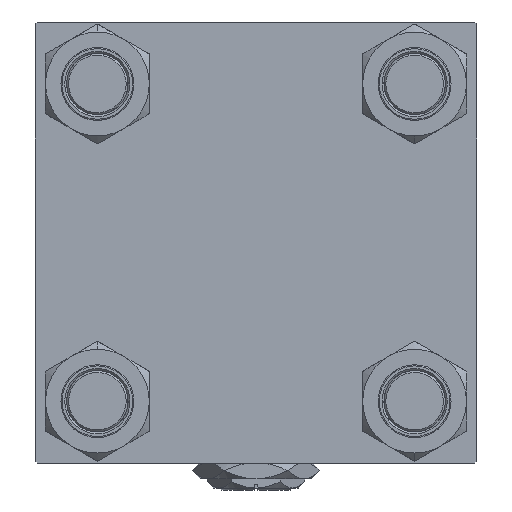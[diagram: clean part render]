
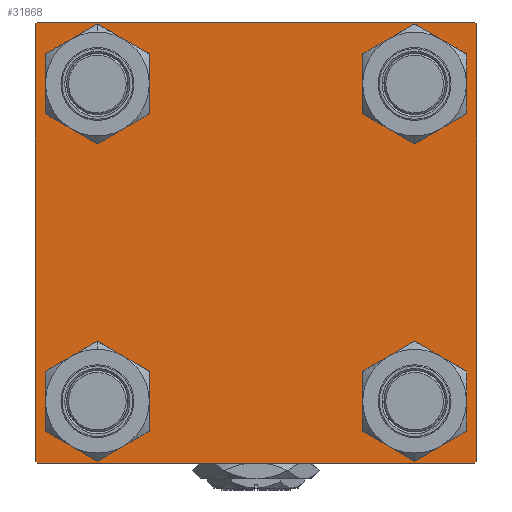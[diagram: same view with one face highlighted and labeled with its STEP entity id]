
A CAD part, left-side view. The second image highlights one B-rep face of the part: STEP entity #31868.
In plain terms, the highlighted planar face has unit normal (-1, 0, 0).
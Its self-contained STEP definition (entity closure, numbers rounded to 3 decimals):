
#531 = DIRECTION ( 'NONE',  ( 1., 0., 0. ) ) ;
#2835 = LINE ( 'NONE', #10048, #22995 ) ;
#3070 = EDGE_LOOP ( 'NONE', ( #32183, #11663, #51339, #19973, #28389, #47594, #8416, #38485 ) ) ;
#3473 = DIRECTION ( 'NONE',  ( 0., 0., 1. ) ) ;
#3809 = CARTESIAN_POINT ( 'NONE',  ( 0., 41.35, 49.85 ) ) ;
#4110 = EDGE_CURVE ( 'NONE', #29267, #41538, #8533, .T. ) ;
#4240 = ORIENTED_EDGE ( 'NONE', *, *, #31016, .T. ) ;
#4386 = VERTEX_POINT ( 'NONE', #12741 ) ;
#5456 = LINE ( 'NONE', #38334, #19697 ) ;
#5467 = CARTESIAN_POINT ( 'NONE',  ( 0., -41.35, -49.85 ) ) ;
#5938 = CARTESIAN_POINT ( 'NONE',  ( 0., -57., 57.5 ) ) ;
#6643 = CIRCLE ( 'NONE', #32281, 8.5 ) ;
#7038 = LINE ( 'NONE', #19087, #33324 ) ;
#7281 = VERTEX_POINT ( 'NONE', #49067 ) ;
#7472 = FACE_OUTER_BOUND ( 'NONE', #3070, .T. ) ;
#7552 = CARTESIAN_POINT ( 'NONE',  ( 0., -41.35, 32.85 ) ) ;
#7823 = AXIS2_PLACEMENT_3D ( 'NONE', #9722, #14815, #35108 ) ;
#8078 = DIRECTION ( 'NONE',  ( 0., 0., 1. ) ) ;
#8416 = ORIENTED_EDGE ( 'NONE', *, *, #37964, .F. ) ;
#8533 = LINE ( 'NONE', #12293, #40708 ) ;
#9722 = CARTESIAN_POINT ( 'NONE',  ( 0., 41.35, -41.35 ) ) ;
#9851 = CARTESIAN_POINT ( 'NONE',  ( 0., 41.35, 32.85 ) ) ;
#10048 = CARTESIAN_POINT ( 'NONE',  ( 0., -57.25, -57.25 ) ) ;
#10847 = EDGE_CURVE ( 'NONE', #22015, #50987, #51020, .T. ) ;
#11663 = ORIENTED_EDGE ( 'NONE', *, *, #17370, .T. ) ;
#11918 = VECTOR ( 'NONE', #31215, 1000. ) ;
#12082 = EDGE_CURVE ( 'NONE', #20145, #51217, #29862, .T. ) ;
#12293 = CARTESIAN_POINT ( 'NONE',  ( 0., 57.25, 57.25 ) ) ;
#12741 = CARTESIAN_POINT ( 'NONE',  ( 0., -41.35, -32.85 ) ) ;
#14344 = LINE ( 'NONE', #47792, #26629 ) ;
#14809 = CIRCLE ( 'NONE', #51504, 8.5 ) ;
#14815 = DIRECTION ( 'NONE',  ( 1., 0., 0. ) ) ;
#15383 = CARTESIAN_POINT ( 'NONE',  ( 0., 57.25, -57.25 ) ) ;
#15433 = EDGE_LOOP ( 'NONE', ( #4240, #39335 ) ) ;
#16053 = DIRECTION ( 'NONE',  ( 0., 0.707, -0.707 ) ) ;
#16083 = CARTESIAN_POINT ( 'NONE',  ( 0., 57., -57.5 ) ) ;
#16742 = VERTEX_POINT ( 'NONE', #27334 ) ;
#17109 = DIRECTION ( 'NONE',  ( 0., 0., 1. ) ) ;
#17120 = AXIS2_PLACEMENT_3D ( 'NONE', #36516, #36787, #28259 ) ;
#17243 = ORIENTED_EDGE ( 'NONE', *, *, #46901, .T. ) ;
#17366 = CARTESIAN_POINT ( 'NONE',  ( 0., -41.35, -41.35 ) ) ;
#17370 = EDGE_CURVE ( 'NONE', #7281, #48242, #23403, .T. ) ;
#18019 = CIRCLE ( 'NONE', #7823, 8.5 ) ;
#18150 = CARTESIAN_POINT ( 'NONE',  ( 0., 57.5, 57.5 ) ) ;
#19087 = CARTESIAN_POINT ( 'NONE',  ( 0., 57.5, -57.5 ) ) ;
#19264 = EDGE_CURVE ( 'NONE', #51217, #20145, #18019, .T. ) ;
#19697 = VECTOR ( 'NONE', #21509, 1000. ) ;
#19941 = EDGE_CURVE ( 'NONE', #22015, #16742, #14344, .T. ) ;
#19973 = ORIENTED_EDGE ( 'NONE', *, *, #26913, .T. ) ;
#20145 = VERTEX_POINT ( 'NONE', #46392 ) ;
#20146 = VERTEX_POINT ( 'NONE', #5467 ) ;
#20907 = EDGE_CURVE ( 'NONE', #20146, #4386, #31793, .T. ) ;
#21091 = ORIENTED_EDGE ( 'NONE', *, *, #49646, .T. ) ;
#21260 = ORIENTED_EDGE ( 'NONE', *, *, #19264, .T. ) ;
#21509 = DIRECTION ( 'NONE',  ( 0., 0., -1. ) ) ;
#21746 = AXIS2_PLACEMENT_3D ( 'NONE', #17366, #531, #17109 ) ;
#22015 = VERTEX_POINT ( 'NONE', #36300 ) ;
#22646 = DIRECTION ( 'NONE',  ( 0., 0., -1. ) ) ;
#22702 = LINE ( 'NONE', #18150, #28385 ) ;
#22990 = AXIS2_PLACEMENT_3D ( 'NONE', #23793, #40109, #3473 ) ;
#22995 = VECTOR ( 'NONE', #30904, 1000. ) ;
#23370 = DIRECTION ( 'NONE',  ( 0., -1., 0. ) ) ;
#23403 = LINE ( 'NONE', #15383, #40204 ) ;
#23528 = FACE_BOUND ( 'NONE', #39134, .T. ) ;
#23793 = CARTESIAN_POINT ( 'NONE',  ( 0., 0., 0. ) ) ;
#24138 = AXIS2_PLACEMENT_3D ( 'NONE', #46225, #41424, #42201 ) ;
#24332 = FACE_BOUND ( 'NONE', #30858, .T. ) ;
#24410 = AXIS2_PLACEMENT_3D ( 'NONE', #47790, #35186, #34646 ) ;
#25238 = CIRCLE ( 'NONE', #24410, 8.5 ) ;
#26171 = DIRECTION ( 'NONE',  ( 1., 0., 0. ) ) ;
#26629 = VECTOR ( 'NONE', #22646, 1000. ) ;
#26869 = CIRCLE ( 'NONE', #21746, 8.5 ) ;
#26913 = EDGE_CURVE ( 'NONE', #37426, #16742, #2835, .T. ) ;
#27334 = CARTESIAN_POINT ( 'NONE',  ( 0., -57.5, -57. ) ) ;
#27810 = FACE_BOUND ( 'NONE', #51762, .T. ) ;
#28259 = DIRECTION ( 'NONE',  ( 0., 0., 1. ) ) ;
#28385 = VECTOR ( 'NONE', #46778, 1000. ) ;
#28389 = ORIENTED_EDGE ( 'NONE', *, *, #19941, .F. ) ;
#29267 = VERTEX_POINT ( 'NONE', #43794 ) ;
#29392 = CARTESIAN_POINT ( 'NONE',  ( 0., 41.35, 41.35 ) ) ;
#29578 = ORIENTED_EDGE ( 'NONE', *, *, #12082, .T. ) ;
#29862 = CIRCLE ( 'NONE', #40988, 8.5 ) ;
#30288 = EDGE_CURVE ( 'NONE', #41538, #7281, #5456, .T. ) ;
#30409 = EDGE_CURVE ( 'NONE', #48242, #37426, #7038, .T. ) ;
#30858 = EDGE_LOOP ( 'NONE', ( #17243, #51279 ) ) ;
#30904 = DIRECTION ( 'NONE',  ( 0., -0.707, 0.707 ) ) ;
#31016 = EDGE_CURVE ( 'NONE', #31588, #43695, #40194, .T. ) ;
#31215 = DIRECTION ( 'NONE',  ( 0., 0.707, 0.707 ) ) ;
#31588 = VERTEX_POINT ( 'NONE', #46858 ) ;
#31793 = CIRCLE ( 'NONE', #24138, 8.5 ) ;
#31868 = ADVANCED_FACE ( 'NONE', ( #47870, #24332, #27810, #23528, #7472 ), #39839, .T. ) ;
#32183 = ORIENTED_EDGE ( 'NONE', *, *, #30288, .T. ) ;
#32215 = DIRECTION ( 'NONE',  ( 0., -0.707, -0.707 ) ) ;
#32281 = AXIS2_PLACEMENT_3D ( 'NONE', #29392, #26171, #37416 ) ;
#32675 = CARTESIAN_POINT ( 'NONE',  ( 0., 41.35, -32.85 ) ) ;
#33324 = VECTOR ( 'NONE', #23370, 1000. ) ;
#34646 = DIRECTION ( 'NONE',  ( 0., 0., 1. ) ) ;
#35108 = DIRECTION ( 'NONE',  ( 0., 0., 1. ) ) ;
#35186 = DIRECTION ( 'NONE',  ( 1., 0., 0. ) ) ;
#35738 = VERTEX_POINT ( 'NONE', #3809 ) ;
#36300 = CARTESIAN_POINT ( 'NONE',  ( 0., -57.5, 57. ) ) ;
#36516 = CARTESIAN_POINT ( 'NONE',  ( 0., -41.35, 41.35 ) ) ;
#36787 = DIRECTION ( 'NONE',  ( 1., 0., 0. ) ) ;
#37416 = DIRECTION ( 'NONE',  ( 0., 0., 1. ) ) ;
#37426 = VERTEX_POINT ( 'NONE', #51304 ) ;
#37964 = EDGE_CURVE ( 'NONE', #29267, #50987, #22702, .T. ) ;
#38334 = CARTESIAN_POINT ( 'NONE',  ( 0., 57.5, 57.5 ) ) ;
#38485 = ORIENTED_EDGE ( 'NONE', *, *, #4110, .T. ) ;
#38543 = DIRECTION ( 'NONE',  ( 0., 0., 1. ) ) ;
#39134 = EDGE_LOOP ( 'NONE', ( #21091, #40939 ) ) ;
#39335 = ORIENTED_EDGE ( 'NONE', *, *, #43669, .T. ) ;
#39839 = PLANE ( 'NONE',  #22990 ) ;
#40109 = DIRECTION ( 'NONE',  ( -1., 0., 0. ) ) ;
#40194 = CIRCLE ( 'NONE', #17120, 8.5 ) ;
#40204 = VECTOR ( 'NONE', #32215, 1000. ) ;
#40708 = VECTOR ( 'NONE', #16053, 1000. ) ;
#40812 = CARTESIAN_POINT ( 'NONE',  ( 0., 57.5, 57. ) ) ;
#40939 = ORIENTED_EDGE ( 'NONE', *, *, #52390, .T. ) ;
#40964 = CARTESIAN_POINT ( 'NONE',  ( 0., -41.35, 41.35 ) ) ;
#40988 = AXIS2_PLACEMENT_3D ( 'NONE', #50079, #42304, #38543 ) ;
#41424 = DIRECTION ( 'NONE',  ( 1., 0., 0. ) ) ;
#41538 = VERTEX_POINT ( 'NONE', #40812 ) ;
#42201 = DIRECTION ( 'NONE',  ( 0., 0., 1. ) ) ;
#42304 = DIRECTION ( 'NONE',  ( 1., 0., 0. ) ) ;
#43669 = EDGE_CURVE ( 'NONE', #43695, #31588, #14809, .T. ) ;
#43695 = VERTEX_POINT ( 'NONE', #7552 ) ;
#43794 = CARTESIAN_POINT ( 'NONE',  ( 0., 57., 57.5 ) ) ;
#44994 = DIRECTION ( 'NONE',  ( 1., 0., 0. ) ) ;
#46225 = CARTESIAN_POINT ( 'NONE',  ( 0., -41.35, -41.35 ) ) ;
#46392 = CARTESIAN_POINT ( 'NONE',  ( 0., 41.35, -49.85 ) ) ;
#46778 = DIRECTION ( 'NONE',  ( 0., -1., 0. ) ) ;
#46858 = CARTESIAN_POINT ( 'NONE',  ( 0., -41.35, 49.85 ) ) ;
#46901 = EDGE_CURVE ( 'NONE', #4386, #20146, #26869, .T. ) ;
#46944 = VERTEX_POINT ( 'NONE', #9851 ) ;
#47594 = ORIENTED_EDGE ( 'NONE', *, *, #10847, .T. ) ;
#47790 = CARTESIAN_POINT ( 'NONE',  ( 0., 41.35, 41.35 ) ) ;
#47792 = CARTESIAN_POINT ( 'NONE',  ( 0., -57.5, 57.5 ) ) ;
#47870 = FACE_BOUND ( 'NONE', #15433, .T. ) ;
#48242 = VERTEX_POINT ( 'NONE', #16083 ) ;
#49067 = CARTESIAN_POINT ( 'NONE',  ( 0., 57.5, -57. ) ) ;
#49646 = EDGE_CURVE ( 'NONE', #35738, #46944, #25238, .T. ) ;
#50079 = CARTESIAN_POINT ( 'NONE',  ( 0., 41.35, -41.35 ) ) ;
#50987 = VERTEX_POINT ( 'NONE', #5938 ) ;
#51020 = LINE ( 'NONE', #51557, #11918 ) ;
#51217 = VERTEX_POINT ( 'NONE', #32675 ) ;
#51279 = ORIENTED_EDGE ( 'NONE', *, *, #20907, .T. ) ;
#51304 = CARTESIAN_POINT ( 'NONE',  ( 0., -57., -57.5 ) ) ;
#51339 = ORIENTED_EDGE ( 'NONE', *, *, #30409, .T. ) ;
#51504 = AXIS2_PLACEMENT_3D ( 'NONE', #40964, #44994, #8078 ) ;
#51557 = CARTESIAN_POINT ( 'NONE',  ( 0., -57.25, 57.25 ) ) ;
#51762 = EDGE_LOOP ( 'NONE', ( #21260, #29578 ) ) ;
#52390 = EDGE_CURVE ( 'NONE', #46944, #35738, #6643, .T. ) ;
